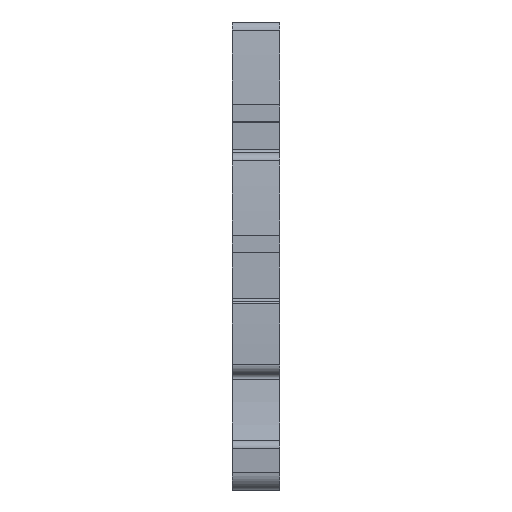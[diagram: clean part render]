
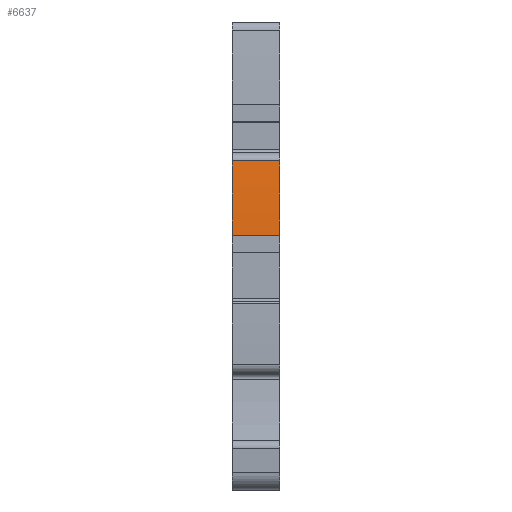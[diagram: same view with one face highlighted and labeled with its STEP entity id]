
A CAD part, front view. The second image highlights one B-rep face of the part: STEP entity #6637.
In plain terms, the highlighted cylindrical face has radius 149.2 mm (diameter 298.4 mm), a partial arc.
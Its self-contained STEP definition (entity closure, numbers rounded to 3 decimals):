
#1304=AXIS2_PLACEMENT_3D('Circle Axis2P3D',#1302,#1303,$) ;
#5033=AXIS2_PLACEMENT_3D('Circle Axis2P3D',#5031,#5032,$) ;
#6624=AXIS2_PLACEMENT_3D('Cylinder Axis2P3D',#6621,#6622,#6623) ;
#1299=CARTESIAN_POINT('Vertex',(5.1,2.602,35.272)) ;
#1302=CARTESIAN_POINT('Axis2P3D Location',(5.1,150.685,17.05)) ;
#1306=CARTESIAN_POINT('Vertex',(5.1,1.835,27.264)) ;
#5028=CARTESIAN_POINT('Vertex',(0.,1.835,27.264)) ;
#5031=CARTESIAN_POINT('Axis2P3D Location',(0.,150.685,17.05)) ;
#5035=CARTESIAN_POINT('Vertex',(0.,2.602,35.272)) ;
#6609=CARTESIAN_POINT('Line Origine',(2.55,2.602,35.272)) ;
#6621=CARTESIAN_POINT('Axis2P3D Location',(2.55,150.685,17.05)) ;
#6626=CARTESIAN_POINT('Line Origine',(2.55,1.835,27.264)) ;
#1303=DIRECTION('Axis2P3D Direction',(1.,0.,0.)) ;
#5032=DIRECTION('Axis2P3D Direction',(1.,0.,0.)) ;
#6610=DIRECTION('Vector Direction',(1.,0.,0.)) ;
#6622=DIRECTION('Axis2P3D Direction',(1.,0.,0.)) ;
#6623=DIRECTION('Axis2P3D XDirection',(0.,-0.993,0.122)) ;
#6627=DIRECTION('Vector Direction',(1.,0.,0.)) ;
#6611=VECTOR('Line Direction',#6610,1.) ;
#6628=VECTOR('Line Direction',#6627,1.) ;
#6632=ORIENTED_EDGE('',*,*,#1308,.F.) ;
#6633=ORIENTED_EDGE('',*,*,#6613,.F.) ;
#6634=ORIENTED_EDGE('',*,*,#5037,.T.) ;
#6635=ORIENTED_EDGE('',*,*,#6630,.F.) ;
#6637=ADVANCED_FACE('MLD',(#6636),#6625,.T.) ;
#1305=CIRCLE('generated circle',#1304,149.2) ;
#5034=CIRCLE('generated circle',#5033,149.2) ;
#6625=CYLINDRICAL_SURFACE('generated cylinder',#6624,149.2) ;
#1308=EDGE_CURVE('',#1300,#1307,#1305,.T.) ;
#5037=EDGE_CURVE('',#5036,#5029,#5034,.T.) ;
#6613=EDGE_CURVE('',#5036,#1300,#6612,.T.) ;
#6630=EDGE_CURVE('',#1307,#5029,#6629,.F.) ;
#6631=EDGE_LOOP('',(#6632,#6633,#6634,#6635)) ;
#6636=FACE_OUTER_BOUND('',#6631,.T.) ;
#6612=LINE('Line',#6609,#6611) ;
#6629=LINE('Line',#6626,#6628) ;
#1300=VERTEX_POINT('',#1299) ;
#1307=VERTEX_POINT('',#1306) ;
#5029=VERTEX_POINT('',#5028) ;
#5036=VERTEX_POINT('',#5035) ;
